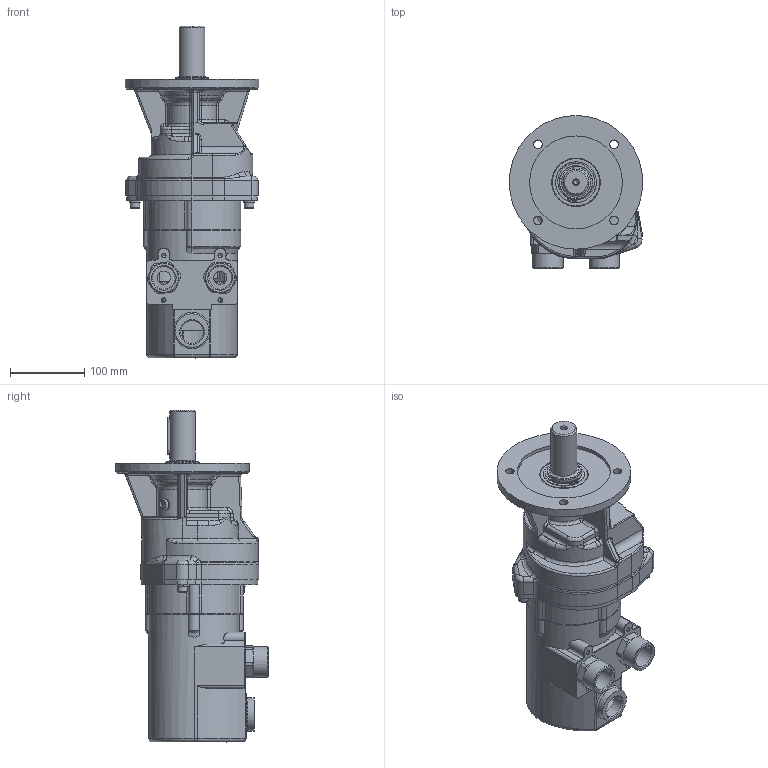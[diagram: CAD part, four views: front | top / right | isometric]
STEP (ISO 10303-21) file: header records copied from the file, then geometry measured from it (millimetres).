
FILE_DESCRIPTION((''),'2;1');
FILE_NAME('MU 600-750_46680055_2.stp','2008-10-09T13:41:20',('basyouni'),(''),'Autodesk Inventor 2008','Autodesk Inventor 2008','');
FILE_SCHEMA(('CONFIG_CONTROL_DESIGN'));
Length unit declared in the file: millimetre
Products named in the file (1): MU 600-750_46680055
Bounding box: 180 x 205.58 x 447.25 mm (x, y, z)
Volume: 2377842.2 mm3; surface area: 519650.4 mm2
Topology: 1 solids, 7 shells, 1154 faces, 2977 edges, 1827 vertices
Faces by surface type: plane 407, cylinder 397, bspline 237, torus 57, cone 51, sphere 5
Full cylindrical faces by diameter (mm): 2.5 x1, 2.8 x2, 4.2 x1, 5 x1, 5.2 x1, 7 x4, 7.4 x1, 7.9 x2, 8 x3, 9.5 x3, 10 x1, 11.5 x4, 13 x3, 16 x1, 18 x2, 19 x1, 24.401 x2, 31 x1, 33.249 x2, 35 x3, 41 x2, 42 x1, 42.5 x1, 44.8 x1, 45 x7, 46 x1, 47 x1, 52 x1, 53 x2, 55 x2
Entity records: 53921 total; most frequent: CARTESIAN_POINT 26285, DIRECTION 5431, ORIENTED_EDGE 5410, EDGE_CURVE 2705, AXIS2_PLACEMENT_3D 2160, VERTEX_POINT 1737, EDGE_LOOP 1470, CIRCLE 1170
